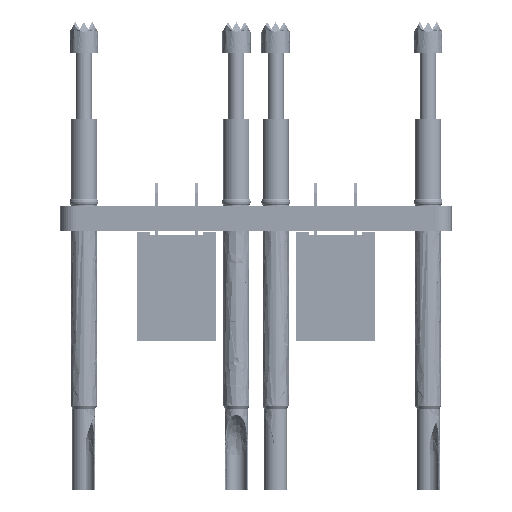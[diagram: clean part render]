
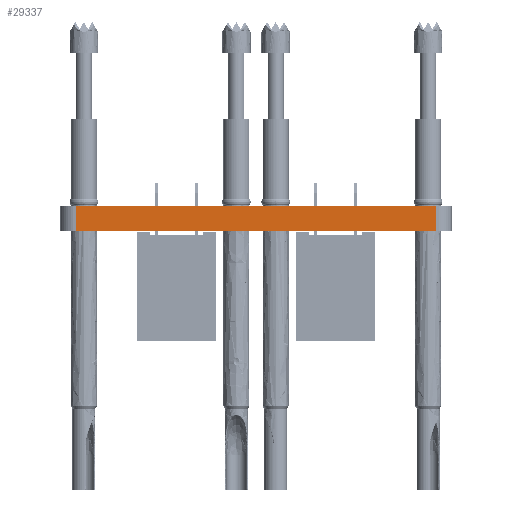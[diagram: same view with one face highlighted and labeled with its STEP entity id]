
A CAD part, left-side view. The second image highlights one B-rep face of the part: STEP entity #29337.
In plain terms, the highlighted planar face has unit normal (-1, 0, 0).
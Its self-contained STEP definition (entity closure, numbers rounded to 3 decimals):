
#29219 = EDGE_CURVE('',#29220,#29222,#29224,.T.);
#29220 = VERTEX_POINT('',#29221);
#29221 = CARTESIAN_POINT('',(-37.5,-11.5,0.));
#29222 = VERTEX_POINT('',#29223);
#29223 = CARTESIAN_POINT('',(-37.5,-11.5,1.6));
#29224 = SURFACE_CURVE('',#29225,(#29229,#29241),.PCURVE_S1.);
#29225 = LINE('',#29226,#29227);
#29226 = CARTESIAN_POINT('',(-37.5,-11.5,0.));
#29227 = VECTOR('',#29228,1.);
#29228 = DIRECTION('',(0.,0.,1.));
#29229 = PCURVE('',#29230,#29235);
#29230 = CYLINDRICAL_SURFACE('',#29231,1.);
#29231 = AXIS2_PLACEMENT_3D('',#29232,#29233,#29234);
#29232 = CARTESIAN_POINT('',(-36.5,-11.5,0.));
#29233 = DIRECTION('',(-0.,-0.,-1.));
#29234 = DIRECTION('',(1.,0.,-0.));
#29235 = DEFINITIONAL_REPRESENTATION('',(#29236),#29240);
#29236 = LINE('',#29237,#29238);
#29237 = CARTESIAN_POINT('',(-3.142,0.));
#29238 = VECTOR('',#29239,1.);
#29239 = DIRECTION('',(-0.,-1.));
#29240 = ( GEOMETRIC_REPRESENTATION_CONTEXT(2) 
PARAMETRIC_REPRESENTATION_CONTEXT() REPRESENTATION_CONTEXT('2D SPACE',''
  ) );
#29241 = PCURVE('',#29242,#29247);
#29242 = PLANE('',#29243);
#29243 = AXIS2_PLACEMENT_3D('',#29244,#29245,#29246);
#29244 = CARTESIAN_POINT('',(-37.5,-11.5,0.));
#29245 = DIRECTION('',(-1.,0.,0.));
#29246 = DIRECTION('',(0.,1.,0.));
#29247 = DEFINITIONAL_REPRESENTATION('',(#29248),#29252);
#29248 = LINE('',#29249,#29250);
#29249 = CARTESIAN_POINT('',(0.,0.));
#29250 = VECTOR('',#29251,1.);
#29251 = DIRECTION('',(0.,-1.));
#29252 = ( GEOMETRIC_REPRESENTATION_CONTEXT(2) 
PARAMETRIC_REPRESENTATION_CONTEXT() REPRESENTATION_CONTEXT('2D SPACE',''
  ) );
#29271 = PLANE('',#29272);
#29272 = AXIS2_PLACEMENT_3D('',#29273,#29274,#29275);
#29273 = CARTESIAN_POINT('',(0.,0.,1.6)
  );
#29274 = DIRECTION('',(0.,0.,1.));
#29275 = DIRECTION('',(1.,0.,-0.));
#29326 = PLANE('',#29327);
#29327 = AXIS2_PLACEMENT_3D('',#29328,#29329,#29330);
#29328 = CARTESIAN_POINT('',(0.,0.,0.)
  );
#29329 = DIRECTION('',(0.,0.,1.));
#29330 = DIRECTION('',(1.,0.,-0.));
#29337 = ADVANCED_FACE('',(#29338),#29242,.T.);
#29338 = FACE_BOUND('',#29339,.T.);
#29339 = EDGE_LOOP('',(#29340,#29341,#29364,#29392));
#29340 = ORIENTED_EDGE('',*,*,#29219,.T.);
#29341 = ORIENTED_EDGE('',*,*,#29342,.T.);
#29342 = EDGE_CURVE('',#29222,#29343,#29345,.T.);
#29343 = VERTEX_POINT('',#29344);
#29344 = CARTESIAN_POINT('',(-37.5,11.5,1.6));
#29345 = SURFACE_CURVE('',#29346,(#29350,#29357),.PCURVE_S1.);
#29346 = LINE('',#29347,#29348);
#29347 = CARTESIAN_POINT('',(-37.5,-11.5,1.6));
#29348 = VECTOR('',#29349,1.);
#29349 = DIRECTION('',(0.,1.,0.));
#29350 = PCURVE('',#29242,#29351);
#29351 = DEFINITIONAL_REPRESENTATION('',(#29352),#29356);
#29352 = LINE('',#29353,#29354);
#29353 = CARTESIAN_POINT('',(0.,-1.6));
#29354 = VECTOR('',#29355,1.);
#29355 = DIRECTION('',(1.,0.));
#29356 = ( GEOMETRIC_REPRESENTATION_CONTEXT(2) 
PARAMETRIC_REPRESENTATION_CONTEXT() REPRESENTATION_CONTEXT('2D SPACE',''
  ) );
#29357 = PCURVE('',#29271,#29358);
#29358 = DEFINITIONAL_REPRESENTATION('',(#29359),#29363);
#29359 = LINE('',#29360,#29361);
#29360 = CARTESIAN_POINT('',(-37.5,-11.5));
#29361 = VECTOR('',#29362,1.);
#29362 = DIRECTION('',(0.,1.));
#29363 = ( GEOMETRIC_REPRESENTATION_CONTEXT(2) 
PARAMETRIC_REPRESENTATION_CONTEXT() REPRESENTATION_CONTEXT('2D SPACE',''
  ) );
#29364 = ORIENTED_EDGE('',*,*,#29365,.F.);
#29365 = EDGE_CURVE('',#29366,#29343,#29368,.T.);
#29366 = VERTEX_POINT('',#29367);
#29367 = CARTESIAN_POINT('',(-37.5,11.5,0.));
#29368 = SURFACE_CURVE('',#29369,(#29373,#29380),.PCURVE_S1.);
#29369 = LINE('',#29370,#29371);
#29370 = CARTESIAN_POINT('',(-37.5,11.5,0.));
#29371 = VECTOR('',#29372,1.);
#29372 = DIRECTION('',(0.,0.,1.));
#29373 = PCURVE('',#29242,#29374);
#29374 = DEFINITIONAL_REPRESENTATION('',(#29375),#29379);
#29375 = LINE('',#29376,#29377);
#29376 = CARTESIAN_POINT('',(23.,0.));
#29377 = VECTOR('',#29378,1.);
#29378 = DIRECTION('',(0.,-1.));
#29379 = ( GEOMETRIC_REPRESENTATION_CONTEXT(2) 
PARAMETRIC_REPRESENTATION_CONTEXT() REPRESENTATION_CONTEXT('2D SPACE',''
  ) );
#29380 = PCURVE('',#29381,#29386);
#29381 = CYLINDRICAL_SURFACE('',#29382,1.);
#29382 = AXIS2_PLACEMENT_3D('',#29383,#29384,#29385);
#29383 = CARTESIAN_POINT('',(-36.5,11.5,0.));
#29384 = DIRECTION('',(-0.,-0.,-1.));
#29385 = DIRECTION('',(1.,0.,-0.));
#29386 = DEFINITIONAL_REPRESENTATION('',(#29387),#29391);
#29387 = LINE('',#29388,#29389);
#29388 = CARTESIAN_POINT('',(-3.142,0.));
#29389 = VECTOR('',#29390,1.);
#29390 = DIRECTION('',(-0.,-1.));
#29391 = ( GEOMETRIC_REPRESENTATION_CONTEXT(2) 
PARAMETRIC_REPRESENTATION_CONTEXT() REPRESENTATION_CONTEXT('2D SPACE',''
  ) );
#29392 = ORIENTED_EDGE('',*,*,#29393,.F.);
#29393 = EDGE_CURVE('',#29220,#29366,#29394,.T.);
#29394 = SURFACE_CURVE('',#29395,(#29399,#29406),.PCURVE_S1.);
#29395 = LINE('',#29396,#29397);
#29396 = CARTESIAN_POINT('',(-37.5,-11.5,0.));
#29397 = VECTOR('',#29398,1.);
#29398 = DIRECTION('',(0.,1.,0.));
#29399 = PCURVE('',#29242,#29400);
#29400 = DEFINITIONAL_REPRESENTATION('',(#29401),#29405);
#29401 = LINE('',#29402,#29403);
#29402 = CARTESIAN_POINT('',(0.,0.));
#29403 = VECTOR('',#29404,1.);
#29404 = DIRECTION('',(1.,0.));
#29405 = ( GEOMETRIC_REPRESENTATION_CONTEXT(2) 
PARAMETRIC_REPRESENTATION_CONTEXT() REPRESENTATION_CONTEXT('2D SPACE',''
  ) );
#29406 = PCURVE('',#29326,#29407);
#29407 = DEFINITIONAL_REPRESENTATION('',(#29408),#29412);
#29408 = LINE('',#29409,#29410);
#29409 = CARTESIAN_POINT('',(-37.5,-11.5));
#29410 = VECTOR('',#29411,1.);
#29411 = DIRECTION('',(0.,1.));
#29412 = ( GEOMETRIC_REPRESENTATION_CONTEXT(2) 
PARAMETRIC_REPRESENTATION_CONTEXT() REPRESENTATION_CONTEXT('2D SPACE',''
  ) );
